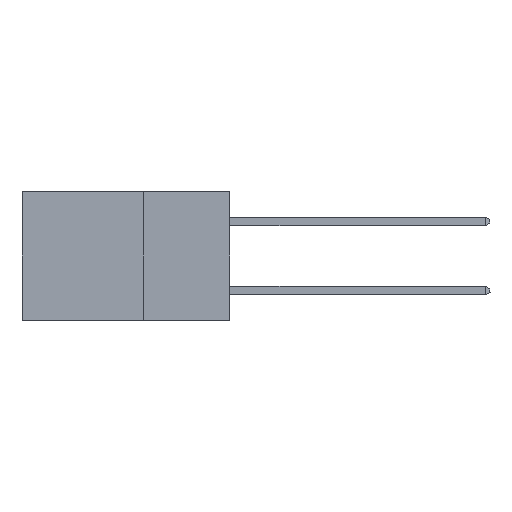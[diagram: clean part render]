
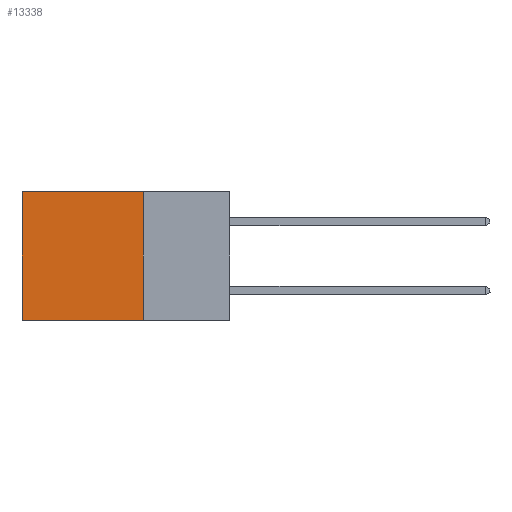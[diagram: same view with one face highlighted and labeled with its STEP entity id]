
A CAD part, left-side view. The second image highlights one B-rep face of the part: STEP entity #13338.
In plain terms, the highlighted planar face has unit normal (-1, 0, 0).
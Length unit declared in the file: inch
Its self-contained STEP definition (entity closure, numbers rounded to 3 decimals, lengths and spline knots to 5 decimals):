
#957 = VECTOR ( 'NONE', #10397, 39.37008 ) ;
#1407 = EDGE_CURVE ( 'NONE', #10652, #10114, #13299, .T. ) ;
#1441 = ORIENTED_EDGE ( 'NONE', *, *, #10794, .F. ) ;
#1573 = ORIENTED_EDGE ( 'NONE', *, *, #10602, .F. ) ;
#1927 = CARTESIAN_POINT ( 'NONE',  ( 0.298, 0.25, 0. ) ) ;
#2982 = PLANE ( 'NONE',  #13872 ) ;
#3568 = ORIENTED_EDGE ( 'NONE', *, *, #16295, .T. ) ;
#4098 = VERTEX_POINT ( 'NONE', #10504 ) ;
#4187 = CARTESIAN_POINT ( 'NONE',  ( 0.298, 0.25, -0.37 ) ) ;
#4647 = CARTESIAN_POINT ( 'NONE',  ( 0.298, 0.25, 0. ) ) ;
#4721 = VECTOR ( 'NONE', #15453, 39.37008 ) ;
#5926 = CARTESIAN_POINT ( 'NONE',  ( 0.298, 0.6, 0. ) ) ;
#6223 = CARTESIAN_POINT ( 'NONE',  ( 0.298, 0.25, 0. ) ) ;
#7729 = LINE ( 'NONE', #8147, #14549 ) ;
#8147 = CARTESIAN_POINT ( 'NONE',  ( 0.298, 0.25, -0.37 ) ) ;
#8200 = EDGE_LOOP ( 'NONE', ( #3568, #1441, #1573, #9537 ) ) ;
#9085 = CARTESIAN_POINT ( 'NONE',  ( 0.298, 0.6, 0. ) ) ;
#9537 = ORIENTED_EDGE ( 'NONE', *, *, #1407, .T. ) ;
#10114 = VERTEX_POINT ( 'NONE', #5926 ) ;
#10397 = DIRECTION ( 'NONE',  ( 0., 0., -1. ) ) ;
#10504 = CARTESIAN_POINT ( 'NONE',  ( 0.298, 0.6, -0.37 ) ) ;
#10602 = EDGE_CURVE ( 'NONE', #10652, #17830, #17248, .T. ) ;
#10652 = VERTEX_POINT ( 'NONE', #6223 ) ;
#10794 = EDGE_CURVE ( 'NONE', #17830, #4098, #7729, .T. ) ;
#11015 = DIRECTION ( 'NONE',  ( 0., 1., 0. ) ) ;
#11866 = DIRECTION ( 'NONE',  ( 0., 0., -1. ) ) ;
#12142 = CARTESIAN_POINT ( 'NONE',  ( 0.298, 0.25, 0. ) ) ;
#13299 = LINE ( 'NONE', #1927, #4721 ) ;
#13338 = ADVANCED_FACE ( 'NONE', ( #18132 ), #2982, .F. ) ;
#13466 = DIRECTION ( 'NONE',  ( 1., 0., 0. ) ) ;
#13872 = AXIS2_PLACEMENT_3D ( 'NONE', #12142, #13466, #14866 ) ;
#14392 = VECTOR ( 'NONE', #11866, 39.37008 ) ;
#14549 = VECTOR ( 'NONE', #11015, 39.37008 ) ;
#14866 = DIRECTION ( 'NONE',  ( 0., 0., -1. ) ) ;
#15453 = DIRECTION ( 'NONE',  ( 0., 1., 0. ) ) ;
#16295 = EDGE_CURVE ( 'NONE', #10114, #4098, #17558, .T. ) ;
#17248 = LINE ( 'NONE', #4647, #957 ) ;
#17558 = LINE ( 'NONE', #9085, #14392 ) ;
#17830 = VERTEX_POINT ( 'NONE', #4187 ) ;
#18132 = FACE_OUTER_BOUND ( 'NONE', #8200, .T. ) ;
